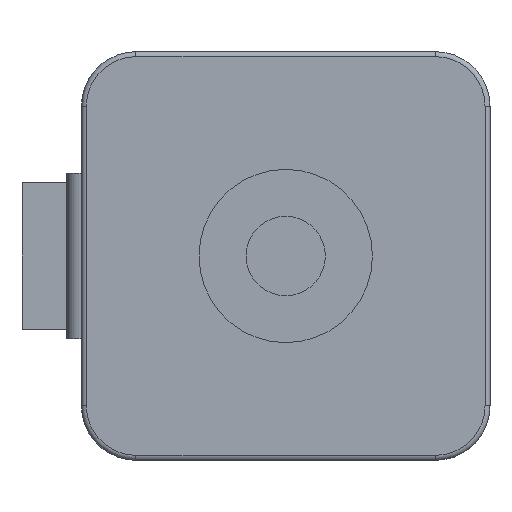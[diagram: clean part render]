
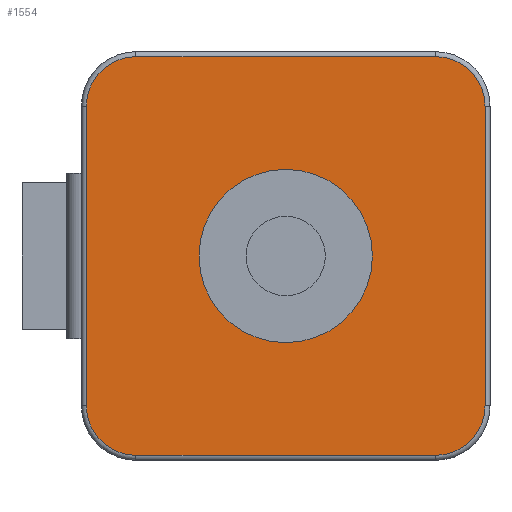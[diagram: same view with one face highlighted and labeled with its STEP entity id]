
A CAD part, left-side view. The second image highlights one B-rep face of the part: STEP entity #1554.
In plain terms, the highlighted planar face has unit normal (-1, 0, 0).
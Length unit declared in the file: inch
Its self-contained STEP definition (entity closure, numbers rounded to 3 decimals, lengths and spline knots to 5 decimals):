
#54=PLANE('',#1720);
#135=LINE('',#2572,#255);
#136=LINE('',#2576,#256);
#137=LINE('',#2580,#257);
#138=LINE('',#2584,#258);
#255=VECTOR('',#2074,39.37008);
#256=VECTOR('',#2077,39.37008);
#257=VECTOR('',#2080,39.37008);
#258=VECTOR('',#2083,39.37008);
#504=ORIENTED_EDGE('',*,*,#860,.T.);
#505=ORIENTED_EDGE('',*,*,#861,.T.);
#506=ORIENTED_EDGE('',*,*,#862,.T.);
#507=ORIENTED_EDGE('',*,*,#863,.T.);
#508=ORIENTED_EDGE('',*,*,#864,.T.);
#509=ORIENTED_EDGE('',*,*,#865,.T.);
#510=ORIENTED_EDGE('',*,*,#866,.T.);
#511=ORIENTED_EDGE('',*,*,#867,.T.);
#512=ORIENTED_EDGE('',*,*,#849,.T.);
#849=EDGE_CURVE('',#1045,#1045,#1164,.T.);
#860=EDGE_CURVE('',#1054,#1055,#1167,.F.);
#861=EDGE_CURVE('',#1055,#1056,#135,.F.);
#862=EDGE_CURVE('',#1056,#1057,#1168,.F.);
#863=EDGE_CURVE('',#1057,#1058,#136,.F.);
#864=EDGE_CURVE('',#1058,#1059,#1169,.F.);
#865=EDGE_CURVE('',#1059,#1060,#137,.F.);
#866=EDGE_CURVE('',#1060,#1061,#1170,.F.);
#867=EDGE_CURVE('',#1061,#1054,#138,.F.);
#1045=VERTEX_POINT('',#2546);
#1054=VERTEX_POINT('',#2570);
#1055=VERTEX_POINT('',#2571);
#1056=VERTEX_POINT('',#2573);
#1057=VERTEX_POINT('',#2575);
#1058=VERTEX_POINT('',#2577);
#1059=VERTEX_POINT('',#2579);
#1060=VERTEX_POINT('',#2581);
#1061=VERTEX_POINT('',#2583);
#1164=CIRCLE('',#1714,0.35);
#1167=CIRCLE('',#1721,0.2);
#1168=CIRCLE('',#1722,0.2);
#1169=CIRCLE('',#1723,0.2);
#1170=CIRCLE('',#1724,0.2);
#1283=EDGE_LOOP('',(#504,#505,#506,#507,#508,#509,#510,#511));
#1284=EDGE_LOOP('',(#512));
#1412=FACE_BOUND('',#1283,.T.);
#1413=FACE_BOUND('',#1284,.T.);
#1554=ADVANCED_FACE('',(#1412,#1413),#54,.F.);
#1714=AXIS2_PLACEMENT_3D('',#2545,#2050,#2051);
#1720=AXIS2_PLACEMENT_3D('',#2568,#2070,#2071);
#1721=AXIS2_PLACEMENT_3D('',#2569,#2072,#2073);
#1722=AXIS2_PLACEMENT_3D('',#2574,#2075,#2076);
#1723=AXIS2_PLACEMENT_3D('',#2578,#2078,#2079);
#1724=AXIS2_PLACEMENT_3D('',#2582,#2081,#2082);
#2050=DIRECTION('',(1.,0.,0.));
#2051=DIRECTION('',(0.,0.,-1.));
#2070=DIRECTION('',(1.,0.,0.));
#2071=DIRECTION('',(0.,0.,-1.));
#2072=DIRECTION('',(1.,0.,0.));
#2073=DIRECTION('',(0.,0.,-1.));
#2074=DIRECTION('',(0.,-1.,0.));
#2075=DIRECTION('',(1.,0.,0.));
#2076=DIRECTION('',(0.,0.,-1.));
#2077=DIRECTION('',(0.,0.,1.));
#2078=DIRECTION('',(1.,0.,0.));
#2079=DIRECTION('',(0.,0.,-1.));
#2080=DIRECTION('',(0.,1.,0.));
#2081=DIRECTION('',(1.,0.,0.));
#2082=DIRECTION('',(0.,0.,-1.));
#2083=DIRECTION('',(0.,0.,-1.));
#2545=CARTESIAN_POINT('',(0.,0.,0.));
#2546=CARTESIAN_POINT('',(0.,0.,-0.35));
#2568=CARTESIAN_POINT('',(0.,-0.605,0.605));
#2569=CARTESIAN_POINT('',(0.,-0.605,0.605));
#2570=CARTESIAN_POINT('',(0.,-0.805,0.605));
#2571=CARTESIAN_POINT('',(0.,-0.605,0.805));
#2572=CARTESIAN_POINT('',(0.,-0.605,0.805));
#2573=CARTESIAN_POINT('',(0.,0.605,0.805));
#2574=CARTESIAN_POINT('',(0.,0.605,0.605));
#2575=CARTESIAN_POINT('',(0.,0.805,0.605));
#2576=CARTESIAN_POINT('',(0.,0.805,0.605));
#2577=CARTESIAN_POINT('',(0.,0.805,-0.605));
#2578=CARTESIAN_POINT('',(0.,0.605,-0.605));
#2579=CARTESIAN_POINT('',(0.,0.605,-0.805));
#2580=CARTESIAN_POINT('',(0.,-0.605,-0.805));
#2581=CARTESIAN_POINT('',(0.,-0.605,-0.805));
#2582=CARTESIAN_POINT('',(0.,-0.605,-0.605));
#2583=CARTESIAN_POINT('',(0.,-0.805,-0.605));
#2584=CARTESIAN_POINT('',(0.,-0.805,0.605));
